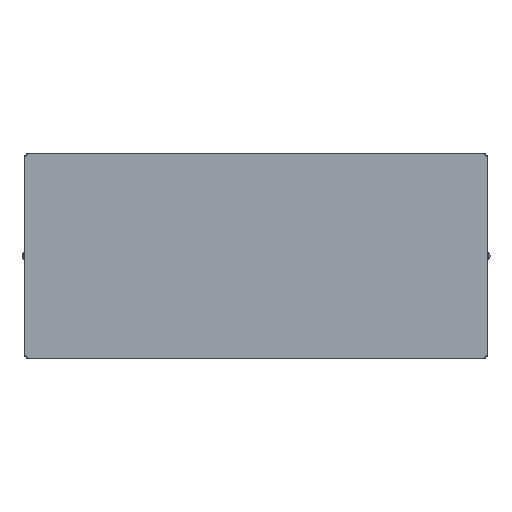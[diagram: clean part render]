
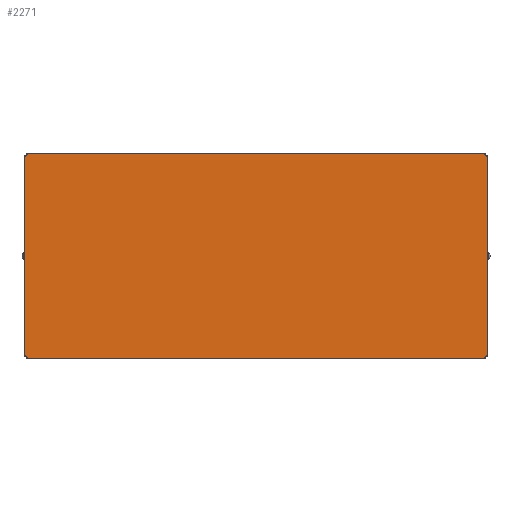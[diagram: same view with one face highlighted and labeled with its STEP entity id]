
A CAD part, top view. The second image highlights one B-rep face of the part: STEP entity #2271.
In plain terms, the highlighted planar face has unit normal (0, 0, 1).
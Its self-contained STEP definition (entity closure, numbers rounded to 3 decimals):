
#120=CARTESIAN_POINT('Vertex',(257.4,-115.,30.)) ;
#125=CARTESIAN_POINT('Line Origine',(0.,-115.,30.)) ;
#129=CARTESIAN_POINT('Vertex',(-257.4,-115.,30.)) ;
#375=CARTESIAN_POINT('Vertex',(-257.4,-114.2,30.)) ;
#385=CARTESIAN_POINT('Line Origine',(-257.4,-114.2,30.)) ;
#409=CARTESIAN_POINT('Vertex',(257.4,-114.2,30.)) ;
#412=CARTESIAN_POINT('Line Origine',(257.4,-114.2,30.)) ;
#937=CARTESIAN_POINT('Vertex',(259.2,-112.4,30.)) ;
#953=CARTESIAN_POINT('Vertex',(260.,-112.4,30.)) ;
#956=CARTESIAN_POINT('Line Origine',(259.2,-112.4,30.)) ;
#974=CARTESIAN_POINT('Line Origine',(260.,0.,30.)) ;
#978=CARTESIAN_POINT('Vertex',(260.,112.4,30.)) ;
#1127=CARTESIAN_POINT('Line Origine',(-260.,0.,30.)) ;
#1131=CARTESIAN_POINT('Vertex',(-260.,112.4,30.)) ;
#1133=CARTESIAN_POINT('Vertex',(-260.,-112.4,30.)) ;
#1199=CARTESIAN_POINT('Vertex',(-259.2,-112.4,30.)) ;
#1202=CARTESIAN_POINT('Line Origine',(-259.2,-112.4,30.)) ;
#1231=CARTESIAN_POINT('Vertex',(259.2,112.4,30.)) ;
#1234=CARTESIAN_POINT('Line Origine',(259.2,112.4,30.)) ;
#1257=CARTESIAN_POINT('Line Origine',(0.,115.,30.)) ;
#1261=CARTESIAN_POINT('Vertex',(-257.4,115.,30.)) ;
#1263=CARTESIAN_POINT('Vertex',(257.4,115.,30.)) ;
#1441=CARTESIAN_POINT('Vertex',(-259.2,112.4,30.)) ;
#1451=CARTESIAN_POINT('Line Origine',(-259.2,112.4,30.)) ;
#1475=CARTESIAN_POINT('Vertex',(-257.4,114.2,30.)) ;
#1478=CARTESIAN_POINT('Line Origine',(-257.4,114.2,30.)) ;
#1505=CARTESIAN_POINT('Vertex',(257.4,114.2,30.)) ;
#1515=CARTESIAN_POINT('Line Origine',(257.4,114.2,30.)) ;
#1869=CARTESIAN_POINT('Vertex',(258.4,-114.2,30.)) ;
#1872=CARTESIAN_POINT('Line Origine',(257.9,-114.2,30.)) ;
#1884=CARTESIAN_POINT('Line Origine',(-257.9,-114.2,30.)) ;
#1888=CARTESIAN_POINT('Vertex',(-258.4,-114.2,30.)) ;
#1912=CARTESIAN_POINT('Vertex',(-259.2,-113.4,30.)) ;
#1915=CARTESIAN_POINT('Line Origine',(-259.2,-112.9,30.)) ;
#1927=CARTESIAN_POINT('Line Origine',(-259.2,112.9,30.)) ;
#1931=CARTESIAN_POINT('Vertex',(-259.2,113.4,30.)) ;
#1955=CARTESIAN_POINT('Vertex',(-258.4,114.2,30.)) ;
#1958=CARTESIAN_POINT('Line Origine',(-257.9,114.2,30.)) ;
#1970=CARTESIAN_POINT('Line Origine',(257.9,114.2,30.)) ;
#1974=CARTESIAN_POINT('Vertex',(258.4,114.2,30.)) ;
#1998=CARTESIAN_POINT('Vertex',(259.2,113.4,30.)) ;
#2001=CARTESIAN_POINT('Line Origine',(259.2,112.9,30.)) ;
#2013=CARTESIAN_POINT('Line Origine',(259.2,-112.9,30.)) ;
#2017=CARTESIAN_POINT('Vertex',(259.2,-113.4,30.)) ;
#2077=CARTESIAN_POINT('Vertex',(258.4,113.4,30.)) ;
#2080=CARTESIAN_POINT('Line Origine',(258.8,113.4,30.)) ;
#2100=CARTESIAN_POINT('Line Origine',(258.4,113.8,30.)) ;
#2120=CARTESIAN_POINT('Line Origine',(-258.4,113.8,30.)) ;
#2124=CARTESIAN_POINT('Vertex',(-258.4,113.4,30.)) ;
#2142=CARTESIAN_POINT('Line Origine',(-258.8,113.4,30.)) ;
#2162=CARTESIAN_POINT('Line Origine',(-258.8,-113.4,30.)) ;
#2166=CARTESIAN_POINT('Vertex',(-258.4,-113.4,30.)) ;
#2184=CARTESIAN_POINT('Line Origine',(-258.4,-113.8,30.)) ;
#2203=CARTESIAN_POINT('Vertex',(258.4,-113.4,30.)) ;
#2206=CARTESIAN_POINT('Line Origine',(258.4,-113.8,30.)) ;
#2221=CARTESIAN_POINT('Line Origine',(258.8,-113.4,30.)) ;
#2236=CARTESIAN_POINT('Axis2P3D Location',(-260.,0.,30.)) ;
#127=VECTOR('Line Direction',#126,1.) ;
#387=VECTOR('Line Direction',#386,1.) ;
#414=VECTOR('Line Direction',#413,1.) ;
#958=VECTOR('Line Direction',#957,1.) ;
#976=VECTOR('Line Direction',#975,1.) ;
#1129=VECTOR('Line Direction',#1128,1.) ;
#1204=VECTOR('Line Direction',#1203,1.) ;
#1236=VECTOR('Line Direction',#1235,1.) ;
#1259=VECTOR('Line Direction',#1258,1.) ;
#1453=VECTOR('Line Direction',#1452,1.) ;
#1480=VECTOR('Line Direction',#1479,1.) ;
#1517=VECTOR('Line Direction',#1516,1.) ;
#1874=VECTOR('Line Direction',#1873,1.) ;
#1886=VECTOR('Line Direction',#1885,1.) ;
#1917=VECTOR('Line Direction',#1916,1.) ;
#1929=VECTOR('Line Direction',#1928,1.) ;
#1960=VECTOR('Line Direction',#1959,1.) ;
#1972=VECTOR('Line Direction',#1971,1.) ;
#2003=VECTOR('Line Direction',#2002,1.) ;
#2015=VECTOR('Line Direction',#2014,1.) ;
#2082=VECTOR('Line Direction',#2081,1.) ;
#2102=VECTOR('Line Direction',#2101,1.) ;
#2122=VECTOR('Line Direction',#2121,1.) ;
#2144=VECTOR('Line Direction',#2143,1.) ;
#2164=VECTOR('Line Direction',#2163,1.) ;
#2186=VECTOR('Line Direction',#2185,1.) ;
#2208=VECTOR('Line Direction',#2207,1.) ;
#2223=VECTOR('Line Direction',#2222,1.) ;
#126=DIRECTION('Vector Direction',(1.,0.,0.)) ;
#386=DIRECTION('Vector Direction',(0.,-1.,0.)) ;
#413=DIRECTION('Vector Direction',(0.,-1.,0.)) ;
#957=DIRECTION('Vector Direction',(1.,0.,0.)) ;
#975=DIRECTION('Vector Direction',(0.,-1.,0.)) ;
#1128=DIRECTION('Vector Direction',(0.,-1.,0.)) ;
#1203=DIRECTION('Vector Direction',(1.,0.,0.)) ;
#1235=DIRECTION('Vector Direction',(1.,0.,0.)) ;
#1258=DIRECTION('Vector Direction',(1.,0.,0.)) ;
#1452=DIRECTION('Vector Direction',(1.,0.,0.)) ;
#1479=DIRECTION('Vector Direction',(0.,-1.,0.)) ;
#1516=DIRECTION('Vector Direction',(0.,-1.,0.)) ;
#1873=DIRECTION('Vector Direction',(-1.,0.,0.)) ;
#1885=DIRECTION('Vector Direction',(-1.,0.,0.)) ;
#1916=DIRECTION('Vector Direction',(0.,1.,0.)) ;
#1928=DIRECTION('Vector Direction',(0.,1.,0.)) ;
#1959=DIRECTION('Vector Direction',(-1.,0.,0.)) ;
#1971=DIRECTION('Vector Direction',(-1.,0.,0.)) ;
#2002=DIRECTION('Vector Direction',(0.,1.,0.)) ;
#2014=DIRECTION('Vector Direction',(0.,1.,0.)) ;
#2081=DIRECTION('Vector Direction',(1.,0.,0.)) ;
#2101=DIRECTION('Vector Direction',(0.,1.,0.)) ;
#2121=DIRECTION('Vector Direction',(0.,1.,0.)) ;
#2143=DIRECTION('Vector Direction',(1.,0.,0.)) ;
#2163=DIRECTION('Vector Direction',(-1.,0.,0.)) ;
#2185=DIRECTION('Vector Direction',(0.,1.,0.)) ;
#2207=DIRECTION('Vector Direction',(0.,1.,0.)) ;
#2222=DIRECTION('Vector Direction',(-1.,0.,0.)) ;
#2237=DIRECTION('Axis2P3D Direction',(0.,0.,-1.)) ;
#2238=DIRECTION('Axis2P3D XDirection',(1.,0.,0.)) ;
#2239=AXIS2_PLACEMENT_3D('Plane Axis2P3D',#2236,#2237,#2238) ;
#128=LINE('Line',#125,#127) ;
#388=LINE('Line',#385,#387) ;
#415=LINE('Line',#412,#414) ;
#959=LINE('Line',#956,#958) ;
#977=LINE('Line',#974,#976) ;
#1130=LINE('Line',#1127,#1129) ;
#1205=LINE('Line',#1202,#1204) ;
#1237=LINE('Line',#1234,#1236) ;
#1260=LINE('Line',#1257,#1259) ;
#1454=LINE('Line',#1451,#1453) ;
#1481=LINE('Line',#1478,#1480) ;
#1518=LINE('Line',#1515,#1517) ;
#1875=LINE('Line',#1872,#1874) ;
#1887=LINE('Line',#1884,#1886) ;
#1918=LINE('Line',#1915,#1917) ;
#1930=LINE('Line',#1927,#1929) ;
#1961=LINE('Line',#1958,#1960) ;
#1973=LINE('Line',#1970,#1972) ;
#2004=LINE('Line',#2001,#2003) ;
#2016=LINE('Line',#2013,#2015) ;
#2083=LINE('Line',#2080,#2082) ;
#2103=LINE('Line',#2100,#2102) ;
#2123=LINE('Line',#2120,#2122) ;
#2145=LINE('Line',#2142,#2144) ;
#2165=LINE('Line',#2162,#2164) ;
#2187=LINE('Line',#2184,#2186) ;
#2209=LINE('Line',#2206,#2208) ;
#2224=LINE('Line',#2221,#2223) ;
#2240=PLANE('',#2239) ;
#131=EDGE_CURVE('',#130,#121,#128,.T.) ;
#389=EDGE_CURVE('',#130,#376,#388,.F.) ;
#416=EDGE_CURVE('',#121,#410,#415,.F.) ;
#960=EDGE_CURVE('',#954,#938,#959,.F.) ;
#980=EDGE_CURVE('',#979,#954,#977,.T.) ;
#1135=EDGE_CURVE('',#1132,#1134,#1130,.T.) ;
#1206=EDGE_CURVE('',#1134,#1200,#1205,.T.) ;
#1238=EDGE_CURVE('',#979,#1232,#1237,.F.) ;
#1265=EDGE_CURVE('',#1262,#1264,#1260,.T.) ;
#1455=EDGE_CURVE('',#1132,#1442,#1454,.T.) ;
#1482=EDGE_CURVE('',#1262,#1476,#1481,.T.) ;
#1519=EDGE_CURVE('',#1264,#1506,#1518,.T.) ;
#1876=EDGE_CURVE('',#1870,#410,#1875,.T.) ;
#1890=EDGE_CURVE('',#376,#1889,#1887,.T.) ;
#1919=EDGE_CURVE('',#1913,#1200,#1918,.T.) ;
#1933=EDGE_CURVE('',#1442,#1932,#1930,.T.) ;
#1962=EDGE_CURVE('',#1476,#1956,#1961,.T.) ;
#1976=EDGE_CURVE('',#1975,#1506,#1973,.T.) ;
#2005=EDGE_CURVE('',#1232,#1999,#2004,.T.) ;
#2019=EDGE_CURVE('',#2018,#938,#2016,.T.) ;
#2084=EDGE_CURVE('',#2078,#1999,#2083,.T.) ;
#2104=EDGE_CURVE('',#2078,#1975,#2103,.T.) ;
#2126=EDGE_CURVE('',#2125,#1956,#2123,.T.) ;
#2146=EDGE_CURVE('',#1932,#2125,#2145,.T.) ;
#2168=EDGE_CURVE('',#2167,#1913,#2165,.T.) ;
#2188=EDGE_CURVE('',#1889,#2167,#2187,.T.) ;
#2210=EDGE_CURVE('',#1870,#2204,#2209,.T.) ;
#2225=EDGE_CURVE('',#2018,#2204,#2224,.T.) ;
#2242=ORIENTED_EDGE('',*,*,#1482,.T.) ;
#2243=ORIENTED_EDGE('',*,*,#1962,.T.) ;
#2244=ORIENTED_EDGE('',*,*,#2126,.F.) ;
#2245=ORIENTED_EDGE('',*,*,#2146,.F.) ;
#2246=ORIENTED_EDGE('',*,*,#1933,.F.) ;
#2247=ORIENTED_EDGE('',*,*,#1455,.F.) ;
#2248=ORIENTED_EDGE('',*,*,#1135,.T.) ;
#2249=ORIENTED_EDGE('',*,*,#1206,.T.) ;
#2250=ORIENTED_EDGE('',*,*,#1919,.F.) ;
#2251=ORIENTED_EDGE('',*,*,#2168,.F.) ;
#2252=ORIENTED_EDGE('',*,*,#2188,.F.) ;
#2253=ORIENTED_EDGE('',*,*,#1890,.F.) ;
#2254=ORIENTED_EDGE('',*,*,#389,.F.) ;
#2255=ORIENTED_EDGE('',*,*,#131,.T.) ;
#2256=ORIENTED_EDGE('',*,*,#416,.T.) ;
#2257=ORIENTED_EDGE('',*,*,#1876,.F.) ;
#2258=ORIENTED_EDGE('',*,*,#2210,.T.) ;
#2259=ORIENTED_EDGE('',*,*,#2225,.F.) ;
#2260=ORIENTED_EDGE('',*,*,#2019,.T.) ;
#2261=ORIENTED_EDGE('',*,*,#960,.F.) ;
#2262=ORIENTED_EDGE('',*,*,#980,.F.) ;
#2263=ORIENTED_EDGE('',*,*,#1238,.T.) ;
#2264=ORIENTED_EDGE('',*,*,#2005,.T.) ;
#2265=ORIENTED_EDGE('',*,*,#2084,.F.) ;
#2266=ORIENTED_EDGE('',*,*,#2104,.T.) ;
#2267=ORIENTED_EDGE('',*,*,#1976,.T.) ;
#2268=ORIENTED_EDGE('',*,*,#1519,.F.) ;
#2269=ORIENTED_EDGE('',*,*,#1265,.F.) ;
#2241=EDGE_LOOP('',(#2242,#2243,#2244,#2245,#2246,#2247,#2248,#2249,#2250,#2251,#2252,#2253,#2254,#2255,#2256,#2257,#2258,#2259,#2260,#2261,#2262,#2263,#2264,#2265,#2266,#2267,#2268,#2269)) ;
#121=VERTEX_POINT('',#120) ;
#130=VERTEX_POINT('',#129) ;
#376=VERTEX_POINT('',#375) ;
#410=VERTEX_POINT('',#409) ;
#938=VERTEX_POINT('',#937) ;
#954=VERTEX_POINT('',#953) ;
#979=VERTEX_POINT('',#978) ;
#1132=VERTEX_POINT('',#1131) ;
#1134=VERTEX_POINT('',#1133) ;
#1200=VERTEX_POINT('',#1199) ;
#1232=VERTEX_POINT('',#1231) ;
#1262=VERTEX_POINT('',#1261) ;
#1264=VERTEX_POINT('',#1263) ;
#1442=VERTEX_POINT('',#1441) ;
#1476=VERTEX_POINT('',#1475) ;
#1506=VERTEX_POINT('',#1505) ;
#1870=VERTEX_POINT('',#1869) ;
#1889=VERTEX_POINT('',#1888) ;
#1913=VERTEX_POINT('',#1912) ;
#1932=VERTEX_POINT('',#1931) ;
#1956=VERTEX_POINT('',#1955) ;
#1975=VERTEX_POINT('',#1974) ;
#1999=VERTEX_POINT('',#1998) ;
#2018=VERTEX_POINT('',#2017) ;
#2078=VERTEX_POINT('',#2077) ;
#2125=VERTEX_POINT('',#2124) ;
#2167=VERTEX_POINT('',#2166) ;
#2204=VERTEX_POINT('',#2203) ;
#2271=ADVANCED_FACE('PartBody',(#2270),#2240,.F.) ;
#2270=FACE_OUTER_BOUND('',#2241,.T.) ;
